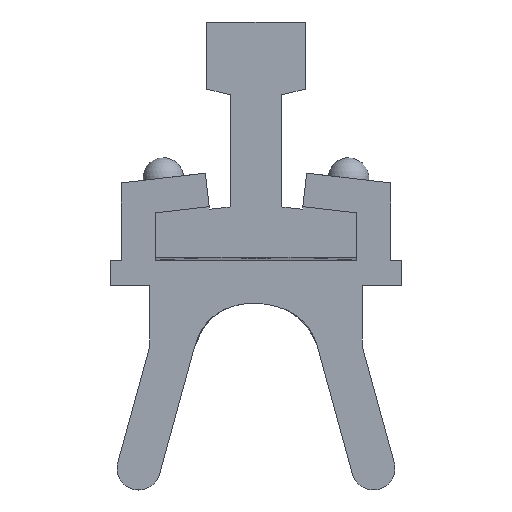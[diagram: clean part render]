
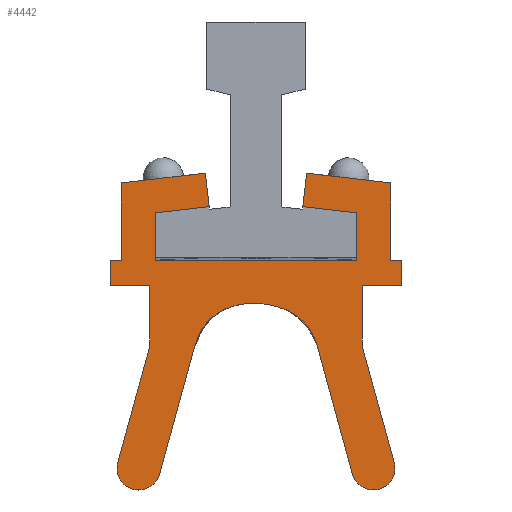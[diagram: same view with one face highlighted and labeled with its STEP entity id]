
A CAD part, left-side view. The second image highlights one B-rep face of the part: STEP entity #4442.
In plain terms, the highlighted face is planar.
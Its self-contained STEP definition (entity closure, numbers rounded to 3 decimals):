
#71=(
BOUNDED_CURVE()
B_SPLINE_CURVE(5,(#6691,#6692,#6693,#6694,#6695,#6696,#6697,#6698,#6699,
#6700),.UNSPECIFIED.,.F.,.F.)
B_SPLINE_CURVE_WITH_KNOTS((6,1,1,1,1,6),(0.,0.2,0.4,0.6,0.8,1.),
 .UNSPECIFIED.)
CURVE()
GEOMETRIC_REPRESENTATION_ITEM()
RATIONAL_B_SPLINE_CURVE((1.,1.,1.,1.,1.,1.,1.,1.,1.,1.))
REPRESENTATION_ITEM('')
);
#197=PLANE('',#4723);
#398=FACE_OUTER_BOUND('',#652,.T.);
#652=EDGE_LOOP('',(#3459,#3460,#3461,#3462,#3463,#3464,#3465,#3466,#3467,
#3468,#3469,#3470,#3471,#3472,#3473,#3474,#3475,#3476,#3477,#3478,#3479,
#3480,#3481,#3482,#3483,#3484,#3485,#3486,#3487,#3488));
#861=CIRCLE('',#4676,0.771);
#866=CIRCLE('',#4684,0.771);
#867=CIRCLE('',#4687,0.771);
#868=CIRCLE('',#4690,0.771);
#1023=LINE('',#6926,#1527);
#1026=LINE('',#6932,#1530);
#1031=LINE('',#6947,#1535);
#1056=LINE('',#7003,#1560);
#1059=LINE('',#7011,#1563);
#1062=LINE('',#7020,#1566);
#1064=LINE('',#7044,#1568);
#1066=LINE('',#7048,#1570);
#1068=LINE('',#7052,#1572);
#1070=LINE('',#7056,#1574);
#1072=LINE('',#7060,#1576);
#1074=LINE('',#7064,#1578);
#1076=LINE('',#7068,#1580);
#1078=LINE('',#7072,#1582);
#1080=LINE('',#7075,#1584);
#1081=LINE('',#7077,#1585);
#1082=LINE('',#7079,#1586);
#1083=LINE('',#7082,#1587);
#1085=LINE('',#7086,#1589);
#1087=LINE('',#7090,#1591);
#1089=LINE('',#7094,#1593);
#1091=LINE('',#7098,#1595);
#1093=LINE('',#7102,#1597);
#1095=LINE('',#7106,#1599);
#1097=LINE('',#7109,#1601);
#1527=VECTOR('',#5151,10.);
#1530=VECTOR('',#5156,10.);
#1535=VECTOR('',#5169,10.);
#1560=VECTOR('',#5208,10.);
#1563=VECTOR('',#5217,10.);
#1566=VECTOR('',#5226,10.);
#1568=VECTOR('',#5254,10.);
#1570=VECTOR('',#5258,10.);
#1572=VECTOR('',#5262,10.);
#1574=VECTOR('',#5266,10.);
#1576=VECTOR('',#5270,10.);
#1578=VECTOR('',#5274,10.);
#1580=VECTOR('',#5278,10.);
#1582=VECTOR('',#5282,10.);
#1584=VECTOR('',#5286,10.);
#1585=VECTOR('',#5289,10.);
#1586=VECTOR('',#5292,10.);
#1587=VECTOR('',#5295,10.);
#1589=VECTOR('',#5299,10.);
#1591=VECTOR('',#5303,10.);
#1593=VECTOR('',#5307,10.);
#1595=VECTOR('',#5311,10.);
#1597=VECTOR('',#5315,10.);
#1599=VECTOR('',#5319,10.);
#1601=VECTOR('',#5323,10.);
#2048=VERTEX_POINT('',#6688);
#2049=VERTEX_POINT('',#6690);
#2056=VERTEX_POINT('',#6892);
#2058=VERTEX_POINT('',#6910);
#2060=VERTEX_POINT('',#6930);
#2061=VERTEX_POINT('',#6934);
#2062=VERTEX_POINT('',#6935);
#2066=VERTEX_POINT('',#6945);
#2089=VERTEX_POINT('',#6997);
#2090=VERTEX_POINT('',#7001);
#2091=VERTEX_POINT('',#7005);
#2092=VERTEX_POINT('',#7006);
#2093=VERTEX_POINT('',#7013);
#2094=VERTEX_POINT('',#7014);
#2095=VERTEX_POINT('',#7019);
#2104=VERTEX_POINT('',#7043);
#2105=VERTEX_POINT('',#7047);
#2106=VERTEX_POINT('',#7051);
#2107=VERTEX_POINT('',#7055);
#2108=VERTEX_POINT('',#7059);
#2109=VERTEX_POINT('',#7063);
#2110=VERTEX_POINT('',#7067);
#2111=VERTEX_POINT('',#7071);
#2112=VERTEX_POINT('',#7081);
#2113=VERTEX_POINT('',#7085);
#2114=VERTEX_POINT('',#7089);
#2115=VERTEX_POINT('',#7093);
#2116=VERTEX_POINT('',#7097);
#2117=VERTEX_POINT('',#7101);
#2118=VERTEX_POINT('',#7105);
#2522=EDGE_CURVE('',#2049,#2048,#71,.T.);
#2534=EDGE_CURVE('',#2056,#2058,#1023,.T.);
#2537=EDGE_CURVE('',#2058,#2060,#1026,.T.);
#2538=EDGE_CURVE('',#2061,#2062,#861,.T.);
#2544=EDGE_CURVE('',#2061,#2066,#1031,.T.);
#2570=EDGE_CURVE('',#2089,#2066,#866,.T.);
#2573=EDGE_CURVE('',#2089,#2090,#1056,.T.);
#2574=EDGE_CURVE('',#2091,#2092,#867,.T.);
#2577=EDGE_CURVE('',#2091,#2049,#1059,.T.);
#2578=EDGE_CURVE('',#2093,#2094,#868,.T.);
#2581=EDGE_CURVE('',#2095,#2094,#1062,.T.);
#2591=EDGE_CURVE('',#2104,#2056,#1064,.T.);
#2593=EDGE_CURVE('',#2105,#2104,#1066,.T.);
#2595=EDGE_CURVE('',#2106,#2105,#1068,.T.);
#2597=EDGE_CURVE('',#2107,#2106,#1070,.T.);
#2599=EDGE_CURVE('',#2108,#2107,#1072,.T.);
#2601=EDGE_CURVE('',#2109,#2108,#1074,.T.);
#2603=EDGE_CURVE('',#2110,#2109,#1076,.T.);
#2605=EDGE_CURVE('',#2111,#2110,#1078,.T.);
#2607=EDGE_CURVE('',#2090,#2111,#1080,.T.);
#2608=EDGE_CURVE('',#2048,#2062,#1081,.T.);
#2609=EDGE_CURVE('',#2093,#2092,#1082,.T.);
#2610=EDGE_CURVE('',#2112,#2095,#1083,.T.);
#2612=EDGE_CURVE('',#2113,#2112,#1085,.T.);
#2614=EDGE_CURVE('',#2114,#2113,#1087,.T.);
#2616=EDGE_CURVE('',#2115,#2114,#1089,.T.);
#2618=EDGE_CURVE('',#2116,#2115,#1091,.T.);
#2620=EDGE_CURVE('',#2117,#2116,#1093,.T.);
#2622=EDGE_CURVE('',#2118,#2117,#1095,.T.);
#2624=EDGE_CURVE('',#2060,#2118,#1097,.T.);
#3459=ORIENTED_EDGE('',*,*,#2538,.F.);
#3460=ORIENTED_EDGE('',*,*,#2544,.T.);
#3461=ORIENTED_EDGE('',*,*,#2570,.F.);
#3462=ORIENTED_EDGE('',*,*,#2573,.T.);
#3463=ORIENTED_EDGE('',*,*,#2607,.T.);
#3464=ORIENTED_EDGE('',*,*,#2605,.T.);
#3465=ORIENTED_EDGE('',*,*,#2603,.T.);
#3466=ORIENTED_EDGE('',*,*,#2601,.T.);
#3467=ORIENTED_EDGE('',*,*,#2599,.T.);
#3468=ORIENTED_EDGE('',*,*,#2597,.T.);
#3469=ORIENTED_EDGE('',*,*,#2595,.T.);
#3470=ORIENTED_EDGE('',*,*,#2593,.T.);
#3471=ORIENTED_EDGE('',*,*,#2591,.T.);
#3472=ORIENTED_EDGE('',*,*,#2534,.T.);
#3473=ORIENTED_EDGE('',*,*,#2537,.T.);
#3474=ORIENTED_EDGE('',*,*,#2624,.T.);
#3475=ORIENTED_EDGE('',*,*,#2622,.T.);
#3476=ORIENTED_EDGE('',*,*,#2620,.T.);
#3477=ORIENTED_EDGE('',*,*,#2618,.T.);
#3478=ORIENTED_EDGE('',*,*,#2616,.T.);
#3479=ORIENTED_EDGE('',*,*,#2614,.T.);
#3480=ORIENTED_EDGE('',*,*,#2612,.T.);
#3481=ORIENTED_EDGE('',*,*,#2610,.T.);
#3482=ORIENTED_EDGE('',*,*,#2581,.T.);
#3483=ORIENTED_EDGE('',*,*,#2578,.F.);
#3484=ORIENTED_EDGE('',*,*,#2609,.T.);
#3485=ORIENTED_EDGE('',*,*,#2574,.F.);
#3486=ORIENTED_EDGE('',*,*,#2577,.T.);
#3487=ORIENTED_EDGE('',*,*,#2522,.T.);
#3488=ORIENTED_EDGE('',*,*,#2608,.T.);
#4442=ADVANCED_FACE('',(#398),#197,.T.);
#4676=AXIS2_PLACEMENT_3D('',#6936,#5159,#5160);
#4684=AXIS2_PLACEMENT_3D('',#6998,#5202,#5203);
#4687=AXIS2_PLACEMENT_3D('',#7007,#5211,#5212);
#4690=AXIS2_PLACEMENT_3D('',#7015,#5220,#5221);
#4723=AXIS2_PLACEMENT_3D('',#7110,#5324,#5325);
#5151=DIRECTION('',(0.,1.,0.));
#5156=DIRECTION('',(1.,0.,0.));
#5159=DIRECTION('center_axis',(0.,0.,-1.));
#5160=DIRECTION('ref_axis',(-0.795,0.606,0.));
#5169=DIRECTION('',(0.,-1.,0.));
#5202=DIRECTION('center_axis',(0.,0.,-1.));
#5203=DIRECTION('ref_axis',(-0.606,-0.795,0.));
#5208=DIRECTION('',(0.964,0.265,0.));
#5211=DIRECTION('center_axis',(0.,0.,-1.));
#5212=DIRECTION('ref_axis',(-0.795,-0.606,0.));
#5217=DIRECTION('',(0.964,-0.265,0.));
#5220=DIRECTION('center_axis',(0.,0.,-1.));
#5221=DIRECTION('ref_axis',(-0.606,0.795,0.));
#5226=DIRECTION('',(-0.964,0.265,0.));
#5254=DIRECTION('',(-1.,0.,0.));
#5258=DIRECTION('',(-0.116,-0.993,0.));
#5262=DIRECTION('',(-0.993,0.116,0.));
#5266=DIRECTION('',(0.116,0.993,0.));
#5270=DIRECTION('',(1.,0.,0.));
#5274=DIRECTION('',(0.,1.,0.));
#5278=DIRECTION('',(1.,0.,0.));
#5282=DIRECTION('',(0.,-1.,0.));
#5286=DIRECTION('',(1.,0.,0.));
#5289=DIRECTION('',(-0.964,-0.265,0.));
#5292=DIRECTION('',(0.,-1.,0.));
#5295=DIRECTION('',(-1.,0.,0.));
#5299=DIRECTION('',(0.,-1.,0.));
#5303=DIRECTION('',(-1.,0.,0.));
#5307=DIRECTION('',(0.,1.,0.));
#5311=DIRECTION('',(-1.,0.,0.));
#5315=DIRECTION('',(-0.116,0.993,0.));
#5319=DIRECTION('',(0.993,0.116,0.));
#5323=DIRECTION('',(0.116,-0.993,0.));
#5324=DIRECTION('center_axis',(0.,0.,1.));
#5325=DIRECTION('ref_axis',(1.,0.,0.));
#6688=CARTESIAN_POINT('',(-7.35,-2.2,5.8));
#6690=CARTESIAN_POINT('',(-7.35,2.2,5.8));
#6691=CARTESIAN_POINT('Ctrl Pts',(-7.35,2.2,5.8));
#6692=CARTESIAN_POINT('Ctrl Pts',(-7.074,2.124,5.8));
#6693=CARTESIAN_POINT('Ctrl Pts',(-6.588,1.92,5.8));
#6694=CARTESIAN_POINT('Ctrl Pts',(-6.059,1.459,5.8));
#6695=CARTESIAN_POINT('Ctrl Pts',(-5.711,0.593,5.8));
#6696=CARTESIAN_POINT('Ctrl Pts',(-5.752,-0.634,5.8));
#6697=CARTESIAN_POINT('Ctrl Pts',(-6.138,-1.491,5.8));
#6698=CARTESIAN_POINT('Ctrl Pts',(-6.649,-1.939,5.8));
#6699=CARTESIAN_POINT('Ctrl Pts',(-7.098,-2.131,5.8));
#6700=CARTESIAN_POINT('Ctrl Pts',(-7.35,-2.2,5.8));
#6892=CARTESIAN_POINT('',(-4.25,-3.6,5.8));
#6910=CARTESIAN_POINT('',(-4.25,3.6,5.8));
#6926=CARTESIAN_POINT('',(-4.25,0.,5.8));
#6930=CARTESIAN_POINT('',(-2.561,3.6,5.8));
#6932=CARTESIAN_POINT('',(-2.561,3.6,5.8));
#6934=CARTESIAN_POINT('',(-12.45,-4.188,5.8));
#6935=CARTESIAN_POINT('',(-11.883,-3.444,5.8));
#6936=CARTESIAN_POINT('Origin',(-11.679,-4.188,5.8));
#6945=CARTESIAN_POINT('',(-12.45,-4.189,5.8));
#6947=CARTESIAN_POINT('',(-12.45,-5.2,5.8));
#6997=CARTESIAN_POINT('',(-11.475,-4.932,5.8));
#6998=CARTESIAN_POINT('Origin',(-11.679,-4.189,5.8));
#7001=CARTESIAN_POINT('',(-7.35,-3.8,5.8));
#7003=CARTESIAN_POINT('',(-12.45,-5.2,5.8));
#7005=CARTESIAN_POINT('',(-11.883,3.444,5.8));
#7006=CARTESIAN_POINT('',(-12.45,4.188,5.8));
#7007=CARTESIAN_POINT('Origin',(-11.679,4.188,5.8));
#7011=CARTESIAN_POINT('',(-12.45,3.6,5.8));
#7013=CARTESIAN_POINT('',(-12.45,4.189,5.8));
#7014=CARTESIAN_POINT('',(-11.475,4.932,5.8));
#7015=CARTESIAN_POINT('Origin',(-11.679,4.189,5.8));
#7019=CARTESIAN_POINT('',(-7.35,3.8,5.8));
#7020=CARTESIAN_POINT('',(-12.45,5.2,5.8));
#7043=CARTESIAN_POINT('',(-2.561,-3.6,5.8));
#7044=CARTESIAN_POINT('',(-4.35,-3.6,5.8));
#7047=CARTESIAN_POINT('',(-2.336,-1.669,5.8));
#7048=CARTESIAN_POINT('',(-2.411,-2.313,5.8));
#7051=CARTESIAN_POINT('',(-1.144,-1.808,5.8));
#7052=CARTESIAN_POINT('',(-2.336,-1.669,5.8));
#7055=CARTESIAN_POINT('',(-1.493,-4.8,5.8));
#7056=CARTESIAN_POINT('',(-1.493,-4.8,5.8));
#7059=CARTESIAN_POINT('',(-4.25,-4.8,5.8));
#7060=CARTESIAN_POINT('',(-4.25,-4.8,5.8));
#7063=CARTESIAN_POINT('',(-4.25,-5.2,5.8));
#7064=CARTESIAN_POINT('',(-4.25,0.,5.8));
#7067=CARTESIAN_POINT('',(-5.15,-5.2,5.8));
#7068=CARTESIAN_POINT('',(-4.25,-5.2,5.8));
#7071=CARTESIAN_POINT('',(-5.15,-3.8,5.8));
#7072=CARTESIAN_POINT('',(-5.15,-5.2,5.8));
#7075=CARTESIAN_POINT('',(-5.15,-3.8,5.8));
#7077=CARTESIAN_POINT('',(-12.45,-3.6,5.8));
#7079=CARTESIAN_POINT('',(-12.45,5.2,5.8));
#7081=CARTESIAN_POINT('',(-5.15,3.8,5.8));
#7082=CARTESIAN_POINT('',(-5.15,3.8,5.8));
#7085=CARTESIAN_POINT('',(-5.15,5.2,5.8));
#7086=CARTESIAN_POINT('',(-5.15,5.2,5.8));
#7089=CARTESIAN_POINT('',(-4.25,5.2,5.8));
#7090=CARTESIAN_POINT('',(-4.25,5.2,5.8));
#7093=CARTESIAN_POINT('',(-4.25,4.8,5.8));
#7094=CARTESIAN_POINT('',(-4.25,0.,5.8));
#7097=CARTESIAN_POINT('',(-1.493,4.8,5.8));
#7098=CARTESIAN_POINT('',(-1.493,4.8,5.8));
#7101=CARTESIAN_POINT('',(-1.144,1.808,5.8));
#7102=CARTESIAN_POINT('',(-1.059,1.075,5.8));
#7105=CARTESIAN_POINT('',(-2.336,1.669,5.8));
#7106=CARTESIAN_POINT('',(-2.336,1.669,5.8));
#7109=CARTESIAN_POINT('',(-2.411,2.313,5.8));
#7110=CARTESIAN_POINT('Origin',(-2.697,3.234,5.8));
